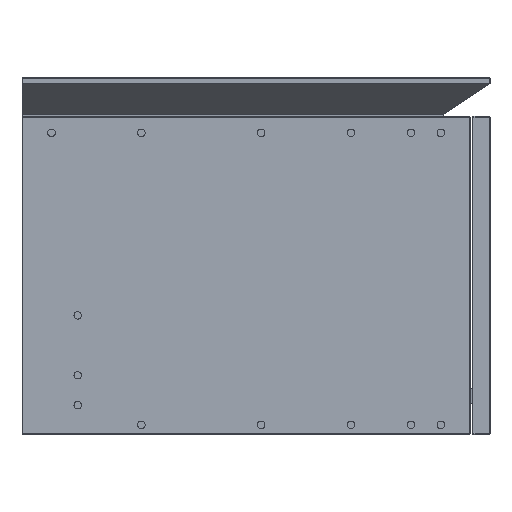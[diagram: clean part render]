
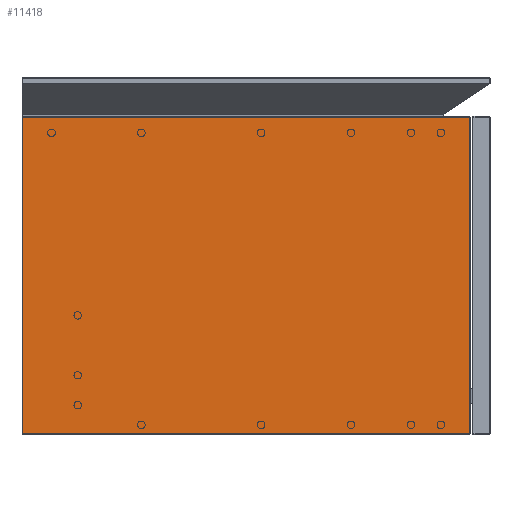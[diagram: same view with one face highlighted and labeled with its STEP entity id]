
A CAD part, left-side view. The second image highlights one B-rep face of the part: STEP entity #11418.
In plain terms, the highlighted planar face has unit normal (-1, 0, 0).
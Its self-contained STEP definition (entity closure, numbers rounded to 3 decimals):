
#11323=CARTESIAN_POINT('',(2265.416,3138.905,-0.8));
#11324=VERTEX_POINT('',#11323);
#11331=CARTESIAN_POINT('',(2265.416,2660.705,-0.8));
#11332=VERTEX_POINT('',#11331);
#11333=CARTESIAN_POINT('',(2265.416,3138.905,-0.8));
#11334=DIRECTION('',(0.0,-1.0,0.0));
#11335=VECTOR('',#11334,478.2);
#11336=LINE('',#11333,#11335);
#11337=EDGE_CURVE('',#11324,#11332,#11336,.T.);
#11354=CARTESIAN_POINT('',(2265.416,2660.705,-339.2));
#11355=VERTEX_POINT('',#11354);
#11356=CARTESIAN_POINT('',(2265.416,2660.705,-0.8));
#11357=DIRECTION('',(0.0,0.0,-1.0));
#11358=VECTOR('',#11357,338.4);
#11359=LINE('',#11356,#11358);
#11360=EDGE_CURVE('',#11332,#11355,#11359,.T.);
#11395=CARTESIAN_POINT('',(2265.416,2899.805,-0.799));
#11396=DIRECTION('',(-1.0,0.0,0.0));
#11397=DIRECTION('',(0.0,0.0,1.0));
#11398=AXIS2_PLACEMENT_3D('',#11395,#11396,#11397);
#11399=PLANE('',#11398);
#11400=ORIENTED_EDGE('',*,*,#11337,.F.);
#11401=CARTESIAN_POINT('',(2265.416,3138.905,-339.2));
#11402=VERTEX_POINT('',#11401);
#11403=CARTESIAN_POINT('',(2265.416,3138.905,-339.2));
#11404=DIRECTION('',(0.0,0.0,1.0));
#11405=VECTOR('',#11404,338.4);
#11406=LINE('',#11403,#11405);
#11407=EDGE_CURVE('',#11402,#11324,#11406,.T.);
#11408=ORIENTED_EDGE('',*,*,#11407,.F.);
#11409=CARTESIAN_POINT('',(2265.416,2660.705,-339.2));
#11410=DIRECTION('',(0.0,1.0,0.0));
#11411=VECTOR('',#11410,478.2);
#11412=LINE('',#11409,#11411);
#11413=EDGE_CURVE('',#11355,#11402,#11412,.T.);
#11414=ORIENTED_EDGE('',*,*,#11413,.F.);
#11415=ORIENTED_EDGE('',*,*,#11360,.F.);
#11416=EDGE_LOOP('',(#11400,#11408,#11414,#11415));
#11417=FACE_OUTER_BOUND('',#11416,.T.);
#11418=ADVANCED_FACE('',(#11417),#11399,.T.);
